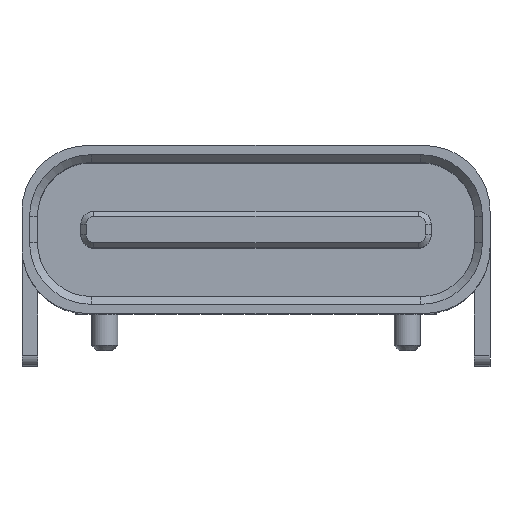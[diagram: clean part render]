
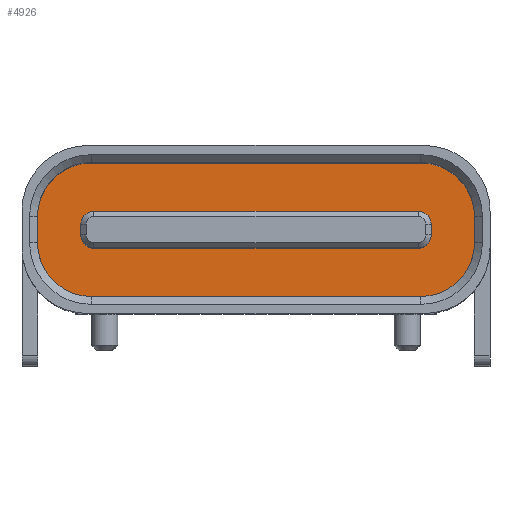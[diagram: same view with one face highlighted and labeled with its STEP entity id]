
A CAD part, top view. The second image highlights one B-rep face of the part: STEP entity #4926.
In plain terms, the highlighted planar face has unit normal (0, 0, 1).
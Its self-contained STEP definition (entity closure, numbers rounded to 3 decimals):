
#18=FACE_BOUND('',#559,.T.);
#48=CIRCLE('',#5125,0.25);
#49=CIRCLE('',#5128,0.25);
#50=CIRCLE('',#5132,0.25);
#51=CIRCLE('',#5134,0.25);
#86=CIRCLE('',#5251,1.03);
#87=CIRCLE('',#5252,1.03);
#88=CIRCLE('',#5253,1.03);
#89=CIRCLE('',#5254,1.03);
#302=FACE_OUTER_BOUND('',#558,.T.);
#558=EDGE_LOOP('',(#3944,#3945,#3946,#3947,#3948,#3949,#3950,#3951,#3952,
#3953,#3954,#3955));
#559=EDGE_LOOP('',(#3956,#3957,#3958,#3959,#3960,#3961,#3962,#3963));
#844=LINE('',#7095,#1478);
#848=LINE('',#7104,#1482);
#851=LINE('',#7113,#1485);
#854=LINE('',#7123,#1488);
#1058=LINE('',#7598,#1692);
#1062=LINE('',#7605,#1696);
#1064=LINE('',#7614,#1698);
#1072=LINE('',#7632,#1706);
#1073=LINE('',#7636,#1707);
#1074=LINE('',#7638,#1708);
#1075=LINE('',#7640,#1709);
#1076=LINE('',#7644,#1710);
#1478=VECTOR('',#5732,10.);
#1482=VECTOR('',#5742,10.);
#1485=VECTOR('',#5753,10.);
#1488=VECTOR('',#5766,10.);
#1692=VECTOR('',#6184,10.);
#1696=VECTOR('',#6192,10.);
#1698=VECTOR('',#6204,10.);
#1706=VECTOR('',#6216,10.);
#1707=VECTOR('',#6219,10.);
#1708=VECTOR('',#6220,10.);
#1709=VECTOR('',#6221,10.);
#1710=VECTOR('',#6224,10.);
#2061=VERTEX_POINT('',#7092);
#2062=VERTEX_POINT('',#7094);
#2063=VERTEX_POINT('',#7098);
#2064=VERTEX_POINT('',#7102);
#2065=VERTEX_POINT('',#7106);
#2066=VERTEX_POINT('',#7111);
#2067=VERTEX_POINT('',#7115);
#2068=VERTEX_POINT('',#7119);
#2231=VERTEX_POINT('',#7595);
#2232=VERTEX_POINT('',#7597);
#2233=VERTEX_POINT('',#7603);
#2235=VERTEX_POINT('',#7613);
#2242=VERTEX_POINT('',#7629);
#2243=VERTEX_POINT('',#7631);
#2244=VERTEX_POINT('',#7633);
#2245=VERTEX_POINT('',#7635);
#2246=VERTEX_POINT('',#7637);
#2247=VERTEX_POINT('',#7639);
#2248=VERTEX_POINT('',#7641);
#2249=VERTEX_POINT('',#7643);
#2600=EDGE_CURVE('',#2062,#2061,#844,.T.);
#2603=EDGE_CURVE('',#2063,#2061,#48,.F.);
#2605=EDGE_CURVE('',#2063,#2064,#848,.T.);
#2607=EDGE_CURVE('',#2065,#2064,#49,.F.);
#2609=EDGE_CURVE('',#2065,#2066,#851,.T.);
#2610=EDGE_CURVE('',#2062,#2067,#50,.F.);
#2613=EDGE_CURVE('',#2068,#2066,#51,.F.);
#2614=EDGE_CURVE('',#2068,#2067,#854,.T.);
#2849=EDGE_CURVE('',#2232,#2231,#1058,.T.);
#2853=EDGE_CURVE('',#2233,#2232,#1062,.T.);
#2858=EDGE_CURVE('',#2233,#2235,#1064,.T.);
#2866=EDGE_CURVE('',#2231,#2242,#86,.T.);
#2867=EDGE_CURVE('',#2243,#2242,#1072,.T.);
#2868=EDGE_CURVE('',#2243,#2244,#87,.T.);
#2869=EDGE_CURVE('',#2244,#2245,#1073,.T.);
#2870=EDGE_CURVE('',#2245,#2246,#1074,.T.);
#2871=EDGE_CURVE('',#2247,#2246,#1075,.T.);
#2872=EDGE_CURVE('',#2247,#2248,#88,.T.);
#2873=EDGE_CURVE('',#2249,#2248,#1076,.T.);
#2874=EDGE_CURVE('',#2249,#2235,#89,.T.);
#3944=ORIENTED_EDGE('',*,*,#2853,.T.);
#3945=ORIENTED_EDGE('',*,*,#2849,.T.);
#3946=ORIENTED_EDGE('',*,*,#2866,.T.);
#3947=ORIENTED_EDGE('',*,*,#2867,.F.);
#3948=ORIENTED_EDGE('',*,*,#2868,.T.);
#3949=ORIENTED_EDGE('',*,*,#2869,.T.);
#3950=ORIENTED_EDGE('',*,*,#2870,.T.);
#3951=ORIENTED_EDGE('',*,*,#2871,.F.);
#3952=ORIENTED_EDGE('',*,*,#2872,.T.);
#3953=ORIENTED_EDGE('',*,*,#2873,.F.);
#3954=ORIENTED_EDGE('',*,*,#2874,.T.);
#3955=ORIENTED_EDGE('',*,*,#2858,.F.);
#3956=ORIENTED_EDGE('',*,*,#2605,.T.);
#3957=ORIENTED_EDGE('',*,*,#2607,.F.);
#3958=ORIENTED_EDGE('',*,*,#2609,.T.);
#3959=ORIENTED_EDGE('',*,*,#2613,.F.);
#3960=ORIENTED_EDGE('',*,*,#2614,.T.);
#3961=ORIENTED_EDGE('',*,*,#2610,.F.);
#3962=ORIENTED_EDGE('',*,*,#2600,.T.);
#3963=ORIENTED_EDGE('',*,*,#2603,.F.);
#4686=PLANE('',#5250);
#4926=ADVANCED_FACE('',(#302,#18),#4686,.T.);
#5125=AXIS2_PLACEMENT_3D('',#7100,#5737,#5738);
#5128=AXIS2_PLACEMENT_3D('',#7108,#5746,#5747);
#5132=AXIS2_PLACEMENT_3D('',#7116,#5756,#5757);
#5134=AXIS2_PLACEMENT_3D('',#7121,#5762,#5763);
#5250=AXIS2_PLACEMENT_3D('',#7628,#6212,#6213);
#5251=AXIS2_PLACEMENT_3D('',#7630,#6214,#6215);
#5252=AXIS2_PLACEMENT_3D('',#7634,#6217,#6218);
#5253=AXIS2_PLACEMENT_3D('',#7642,#6222,#6223);
#5254=AXIS2_PLACEMENT_3D('',#7645,#6225,#6226);
#5732=DIRECTION('',(-1.,0.,0.));
#5737=DIRECTION('center_axis',(0.,0.,-1.));
#5738=DIRECTION('ref_axis',(-0.707,-0.707,0.));
#5742=DIRECTION('',(0.,1.,0.));
#5746=DIRECTION('center_axis',(0.,0.,-1.));
#5747=DIRECTION('ref_axis',(-0.707,0.707,0.));
#5753=DIRECTION('',(1.,0.,0.));
#5756=DIRECTION('center_axis',(0.,0.,-1.));
#5757=DIRECTION('ref_axis',(0.707,-0.707,0.));
#5762=DIRECTION('center_axis',(0.,0.,-1.));
#5763=DIRECTION('ref_axis',(0.707,0.707,0.));
#5766=DIRECTION('',(0.,-1.,0.));
#6184=DIRECTION('',(0.,-1.,0.));
#6192=DIRECTION('',(1.,0.,0.));
#6204=DIRECTION('',(0.,1.,0.));
#6212=DIRECTION('center_axis',(0.,0.,1.));
#6213=DIRECTION('ref_axis',(1.,0.,0.));
#6214=DIRECTION('center_axis',(0.,0.,1.));
#6215=DIRECTION('ref_axis',(-0.707,-0.707,0.));
#6216=DIRECTION('',(-1.,0.,0.));
#6217=DIRECTION('center_axis',(0.,0.,1.));
#6218=DIRECTION('ref_axis',(0.707,-0.707,0.));
#6219=DIRECTION('',(0.,1.,0.));
#6220=DIRECTION('',(1.,0.,0.));
#6221=DIRECTION('',(0.,-1.,0.));
#6222=DIRECTION('center_axis',(0.,0.,1.));
#6223=DIRECTION('ref_axis',(0.707,0.707,0.));
#6224=DIRECTION('',(1.,0.,0.));
#6225=DIRECTION('center_axis',(0.,0.,1.));
#6226=DIRECTION('ref_axis',(-0.707,0.707,0.));
#7092=CARTESIAN_POINT('',(1.375,1.255,-6.3));
#7094=CARTESIAN_POINT('',(7.565,1.255,-6.3));
#7095=CARTESIAN_POINT('',(2.798,1.255,-6.3));
#7098=CARTESIAN_POINT('',(1.125,1.505,-6.3));
#7100=CARTESIAN_POINT('Origin',(1.375,1.505,-6.3));
#7102=CARTESIAN_POINT('',(1.125,1.705,-6.3));
#7104=CARTESIAN_POINT('',(1.125,1.78,-6.3));
#7106=CARTESIAN_POINT('',(1.375,1.955,-6.3));
#7108=CARTESIAN_POINT('Origin',(1.375,1.705,-6.3));
#7111=CARTESIAN_POINT('',(7.565,1.955,-6.3));
#7113=CARTESIAN_POINT('',(6.143,1.955,-6.3));
#7115=CARTESIAN_POINT('',(7.815,1.505,-6.3));
#7116=CARTESIAN_POINT('Origin',(7.565,1.505,-6.3));
#7119=CARTESIAN_POINT('',(7.815,1.705,-6.3));
#7121=CARTESIAN_POINT('Origin',(7.565,1.705,-6.3));
#7123=CARTESIAN_POINT('',(7.815,1.43,-6.3));
#7595=CARTESIAN_POINT('',(0.3,1.254,-6.3));
#7597=CARTESIAN_POINT('',(0.3,1.5,-6.3));
#7598=CARTESIAN_POINT('',(0.3,0.803,-6.3));
#7603=CARTESIAN_POINT('',(0.295,1.5,-6.3));
#7605=CARTESIAN_POINT('',(2.31,1.5,-6.3));
#7613=CARTESIAN_POINT('',(0.295,1.855,-6.3));
#7614=CARTESIAN_POINT('',(0.295,2.245,-6.3));
#7628=CARTESIAN_POINT('Origin',(4.47,1.605,-6.3));
#7629=CARTESIAN_POINT('',(1.325,0.325,-6.3));
#7630=CARTESIAN_POINT('Origin',(1.325,1.355,-6.3));
#7631=CARTESIAN_POINT('',(7.615,0.325,-6.3));
#7632=CARTESIAN_POINT('',(2.383,0.325,-6.3));
#7633=CARTESIAN_POINT('',(8.64,1.254,-6.3));
#7634=CARTESIAN_POINT('Origin',(7.615,1.355,-6.3));
#7635=CARTESIAN_POINT('',(8.64,1.5,-6.3));
#7636=CARTESIAN_POINT('',(8.64,0.803,-6.3));
#7637=CARTESIAN_POINT('',(8.645,1.5,-6.3));
#7638=CARTESIAN_POINT('',(6.63,1.5,-6.3));
#7639=CARTESIAN_POINT('',(8.645,1.855,-6.3));
#7640=CARTESIAN_POINT('',(8.645,0.965,-6.3));
#7641=CARTESIAN_POINT('',(7.615,2.885,-6.3));
#7642=CARTESIAN_POINT('Origin',(7.615,1.855,-6.3));
#7643=CARTESIAN_POINT('',(1.325,2.885,-6.3));
#7644=CARTESIAN_POINT('',(6.558,2.885,-6.3));
#7645=CARTESIAN_POINT('Origin',(1.325,1.855,-6.3));
